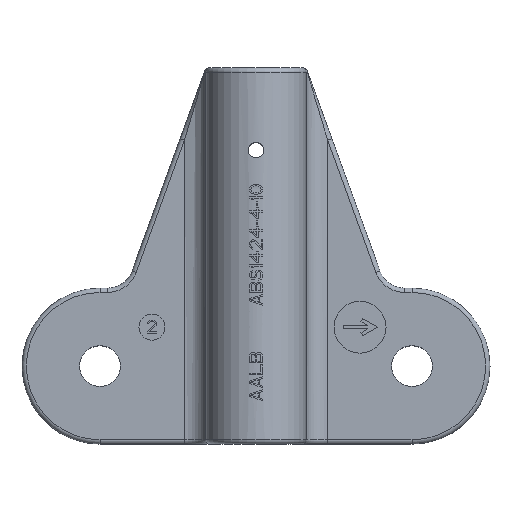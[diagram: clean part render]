
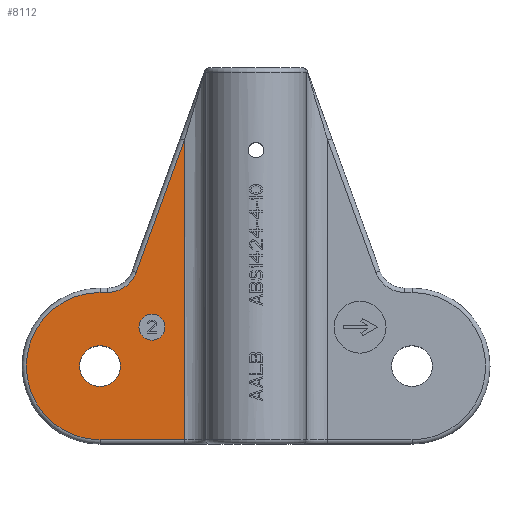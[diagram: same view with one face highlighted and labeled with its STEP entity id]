
A CAD part, top view. The second image highlights one B-rep face of the part: STEP entity #8112.
In plain terms, the highlighted planar face has unit normal (0, 0, 1).
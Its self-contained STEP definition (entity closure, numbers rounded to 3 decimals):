
#637=DIRECTION('',(-1.,0.,0.));
#638=VECTOR('',#637,9.725);
#639=CARTESIAN_POINT('',(-8.275,1.5,3.3));
#640=LINE('',#639,#638);
#641=CARTESIAN_POINT('',(-18.,10.,3.3));
#642=DIRECTION('',(0.,0.,-1.));
#643=DIRECTION('',(0.,-1.,0.));
#644=AXIS2_PLACEMENT_3D('',#641,#642,#643);
#646=DIRECTION('',(1.,0.,0.));
#647=VECTOR('',#646,0.88);
#648=CARTESIAN_POINT('',(-18.,18.5,3.3));
#649=LINE('',#648,#647);
#650=CARTESIAN_POINT('',(-17.12,22.,3.3));
#651=DIRECTION('',(0.,0.,1.));
#652=DIRECTION('',(0.,-1.,0.));
#653=AXIS2_PLACEMENT_3D('',#650,#651,#652);
#655=DIRECTION('',(0.342,0.94,0.));
#656=VECTOR('',#655,16.246);
#657=CARTESIAN_POINT('',(-13.832,20.803,3.3));
#658=LINE('',#657,#656);
#659=CARTESIAN_POINT('',(-8.275,36.07,3.3));
#660=CARTESIAN_POINT('',(-8.275,32.228,3.3));
#661=CARTESIAN_POINT('',(-8.275,24.547,3.3));
#662=CARTESIAN_POINT('',(-8.275,13.023,3.3));
#663=CARTESIAN_POINT('',(-8.275,5.341,3.3));
#664=CARTESIAN_POINT('',(-8.275,1.5,3.3));
#666=CARTESIAN_POINT('',(-12.,14.5,3.3));
#667=DIRECTION('',(0.,0.,1.));
#668=DIRECTION('',(1.,0.,0.));
#669=AXIS2_PLACEMENT_3D('',#666,#667,#668);
#671=CARTESIAN_POINT('',(-12.,14.5,3.3));
#672=DIRECTION('',(0.,0.,1.));
#673=DIRECTION('',(-1.,0.,0.));
#674=AXIS2_PLACEMENT_3D('',#671,#672,#673);
#676=CARTESIAN_POINT('',(-18.,10.,3.3));
#677=DIRECTION('',(0.,0.,-1.));
#678=DIRECTION('',(0.,1.,0.));
#679=AXIS2_PLACEMENT_3D('',#676,#677,#678);
#681=CARTESIAN_POINT('',(-18.,10.,3.3));
#682=DIRECTION('',(0.,0.,-1.));
#683=DIRECTION('',(0.,-1.,0.));
#684=AXIS2_PLACEMENT_3D('',#681,#682,#683);
#5954=CARTESIAN_POINT('',(-8.275,1.5,3.3));
#5955=VERTEX_POINT('',#5954);
#5958=CARTESIAN_POINT('',(-18.,1.5,3.3));
#5959=VERTEX_POINT('',#5958);
#5962=CARTESIAN_POINT('',(-18.,18.5,3.3));
#5963=VERTEX_POINT('',#5962);
#5968=CARTESIAN_POINT('',(-13.832,20.803,3.3));
#5969=CARTESIAN_POINT('',(-8.275,36.07,3.3));
#5970=VERTEX_POINT('',#5968);
#5971=VERTEX_POINT('',#5969);
#6044=CARTESIAN_POINT('',(-10.5,14.5,3.3));
#6045=CARTESIAN_POINT('',(-13.5,14.5,3.3));
#6046=VERTEX_POINT('',#6044);
#6047=VERTEX_POINT('',#6045);
#6172=CARTESIAN_POINT('',(-18.,12.35,3.3));
#6173=CARTESIAN_POINT('',(-18.,7.65,3.3));
#6174=VERTEX_POINT('',#6172);
#6175=VERTEX_POINT('',#6173);
#6182=CARTESIAN_POINT('',(-17.12,18.5,3.3));
#6183=VERTEX_POINT('',#6182);
#8086=CARTESIAN_POINT('',(0.,10.,3.3));
#8087=DIRECTION('',(0.,0.,1.));
#8088=DIRECTION('',(1.,0.,0.));
#8089=AXIS2_PLACEMENT_3D('',#8086,#8087,#8088);
#8090=PLANE('',#8089);
#8091=ORIENTED_EDGE('',*,*,#8025,.T.);
#8092=ORIENTED_EDGE('',*,*,#8039,.T.);
#8093=ORIENTED_EDGE('',*,*,#8053,.T.);
#8094=ORIENTED_EDGE('',*,*,#8066,.T.);
#8095=ORIENTED_EDGE('',*,*,#8080,.T.);
#8097=ORIENTED_EDGE('',*,*,#8096,.T.);
#8098=EDGE_LOOP('',(#8091,#8092,#8093,#8094,#8095,#8097));
#8099=FACE_OUTER_BOUND('',#8098,.F.);
#8101=ORIENTED_EDGE('',*,*,#8100,.T.);
#8103=ORIENTED_EDGE('',*,*,#8102,.T.);
#8104=EDGE_LOOP('',(#8101,#8103));
#8105=FACE_BOUND('',#8104,.F.);
#8107=ORIENTED_EDGE('',*,*,#8106,.F.);
#8109=ORIENTED_EDGE('',*,*,#8108,.F.);
#8110=EDGE_LOOP('',(#8107,#8109));
#8111=FACE_BOUND('',#8110,.F.);
#8112=ADVANCED_FACE('',(#8099,#8105,#8111),#8090,.T.);
#645=CIRCLE('',#644,8.5);
#654=CIRCLE('',#653,3.5);
#665=B_SPLINE_CURVE_WITH_KNOTS('',3,(#659,#660,#661,#662,#663,#664),
.UNSPECIFIED.,.F.,.F.,(4,1,1,4),(0.,0.333,0.667,1.),
.UNSPECIFIED.);
#670=CIRCLE('',#669,1.5);
#675=CIRCLE('',#674,1.5);
#680=CIRCLE('',#679,2.35);
#685=CIRCLE('',#684,2.35);
#8025=EDGE_CURVE('',#5955,#5959,#640,.T.);
#8039=EDGE_CURVE('',#5959,#5963,#645,.T.);
#8053=EDGE_CURVE('',#5963,#6183,#649,.T.);
#8066=EDGE_CURVE('',#6183,#5970,#654,.T.);
#8080=EDGE_CURVE('',#5970,#5971,#658,.T.);
#8096=EDGE_CURVE('',#5971,#5955,#665,.T.);
#8100=EDGE_CURVE('',#6046,#6047,#670,.T.);
#8102=EDGE_CURVE('',#6047,#6046,#675,.T.);
#8106=EDGE_CURVE('',#6174,#6175,#680,.T.);
#8108=EDGE_CURVE('',#6175,#6174,#685,.T.);
